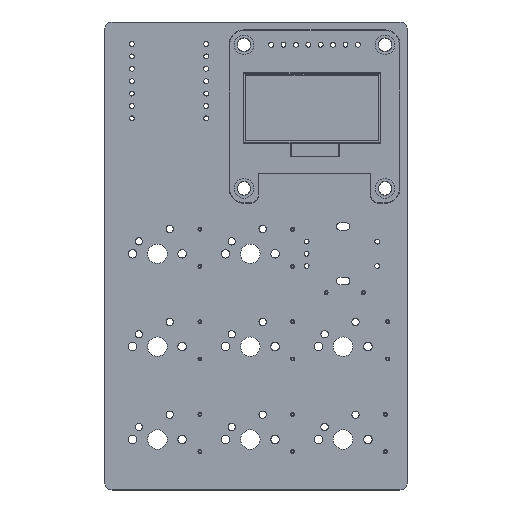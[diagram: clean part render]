
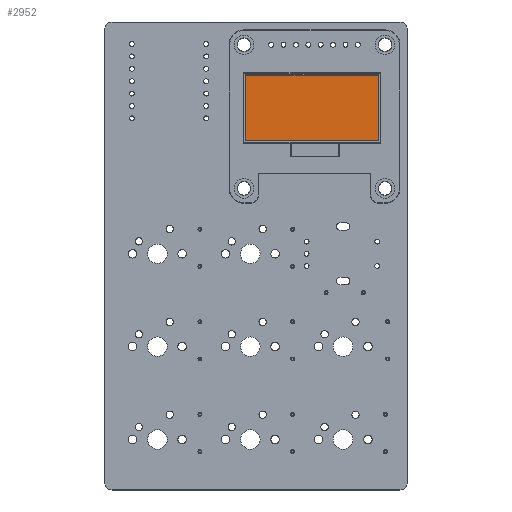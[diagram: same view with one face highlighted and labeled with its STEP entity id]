
A CAD part, top view. The second image highlights one B-rep face of the part: STEP entity #2952.
In plain terms, the highlighted planar face has unit normal (0, 0, 1).
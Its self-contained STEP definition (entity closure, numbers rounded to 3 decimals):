
#2861 = VERTEX_POINT('',#2862);
#2862 = CARTESIAN_POINT('',(21.98,-19.68,2.9));
#2868 = EDGE_CURVE('',#2861,#2869,#2871,.T.);
#2869 = VERTEX_POINT('',#2870);
#2870 = CARTESIAN_POINT('',(21.98,-6.2,2.9));
#2871 = LINE('',#2872,#2873);
#2872 = CARTESIAN_POINT('',(21.98,-19.68,2.9));
#2873 = VECTOR('',#2874,1.);
#2874 = DIRECTION('',(0.,1.,0.));
#2892 = EDGE_CURVE('',#2893,#2861,#2895,.T.);
#2893 = VERTEX_POINT('',#2894);
#2894 = CARTESIAN_POINT('',(-5.2,-19.68,2.9));
#2895 = LINE('',#2896,#2897);
#2896 = CARTESIAN_POINT('',(-5.2,-19.68,2.9));
#2897 = VECTOR('',#2898,1.);
#2898 = DIRECTION('',(1.,0.,0.));
#2916 = EDGE_CURVE('',#2917,#2869,#2919,.T.);
#2917 = VERTEX_POINT('',#2918);
#2918 = CARTESIAN_POINT('',(-5.2,-6.2,2.9));
#2919 = LINE('',#2920,#2921);
#2920 = CARTESIAN_POINT('',(-5.2,-6.2,2.9));
#2921 = VECTOR('',#2922,1.);
#2922 = DIRECTION('',(1.,0.,0.));
#2940 = EDGE_CURVE('',#2893,#2917,#2941,.T.);
#2941 = LINE('',#2942,#2943);
#2942 = CARTESIAN_POINT('',(-5.2,-19.68,2.9));
#2943 = VECTOR('',#2944,1.);
#2944 = DIRECTION('',(0.,1.,0.));
#2952 = ADVANCED_FACE('',(#2953),#2959,.T.);
#2953 = FACE_BOUND('',#2954,.T.);
#2954 = EDGE_LOOP('',(#2955,#2956,#2957,#2958));
#2955 = ORIENTED_EDGE('',*,*,#2940,.F.);
#2956 = ORIENTED_EDGE('',*,*,#2892,.T.);
#2957 = ORIENTED_EDGE('',*,*,#2868,.T.);
#2958 = ORIENTED_EDGE('',*,*,#2916,.F.);
#2959 = PLANE('',#2960);
#2960 = AXIS2_PLACEMENT_3D('',#2961,#2962,#2963);
#2961 = CARTESIAN_POINT('',(-5.2,-19.68,2.9));
#2962 = DIRECTION('',(0.,0.,1.));
#2963 = DIRECTION('',(1.,0.,-0.));
